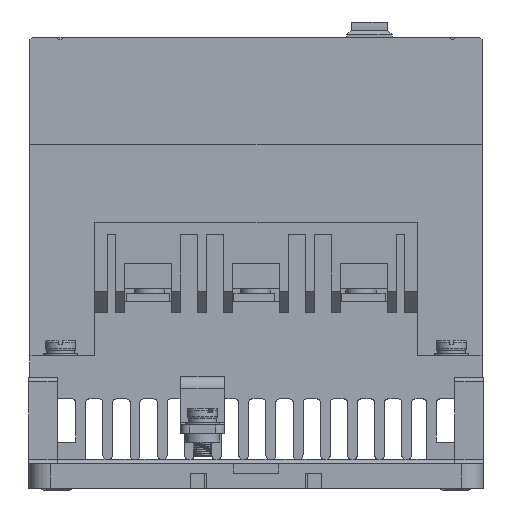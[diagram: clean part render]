
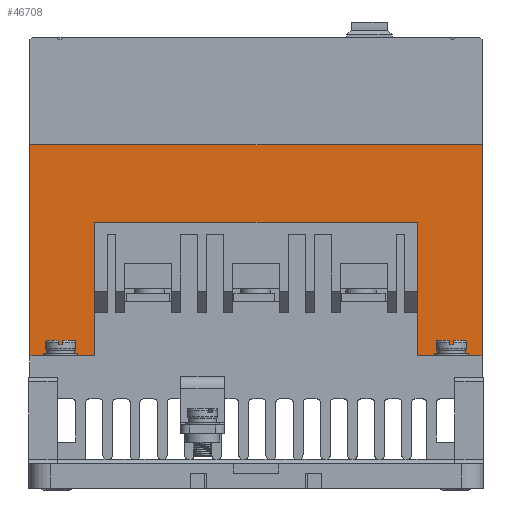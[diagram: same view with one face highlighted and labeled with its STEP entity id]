
A CAD part, front view. The second image highlights one B-rep face of the part: STEP entity #46708.
In plain terms, the highlighted planar face has unit normal (0, -1, 0).
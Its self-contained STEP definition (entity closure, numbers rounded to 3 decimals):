
#980 = LINE ( 'NONE', #13534, #26830 ) ;
#1848 = VECTOR ( 'NONE', #26923, 1000. ) ;
#2404 = CARTESIAN_POINT ( 'NONE',  ( 105.1, 26.75, 61.7 ) ) ;
#2532 = VECTOR ( 'NONE', #24491, 1000. ) ;
#3540 = VERTEX_POINT ( 'NONE', #33289 ) ;
#4934 = CARTESIAN_POINT ( 'NONE',  ( 105.1, 26.75, 104.6 ) ) ;
#5065 = CARTESIAN_POINT ( 'NONE',  ( 0.3, 26.75, 104.6 ) ) ;
#5578 = EDGE_CURVE ( 'NONE', #3540, #14319, #20943, .T. ) ;
#6054 = ORIENTED_EDGE ( 'NONE', *, *, #5578, .F. ) ;
#6137 = DIRECTION ( 'NONE',  ( -1., 0., 0. ) ) ;
#6292 = CARTESIAN_POINT ( 'NONE',  ( 105.1, 26.75, 104.6 ) ) ;
#7151 = CARTESIAN_POINT ( 'NONE',  ( 90.1, 26.75, 30.7 ) ) ;
#7623 = ORIENTED_EDGE ( 'NONE', *, *, #44214, .F. ) ;
#8012 = EDGE_CURVE ( 'NONE', #8033, #3540, #17883, .T. ) ;
#8033 = VERTEX_POINT ( 'NONE', #7151 ) ;
#8620 = DIRECTION ( 'NONE',  ( 0., 0., 1. ) ) ;
#9157 = CARTESIAN_POINT ( 'NONE',  ( 15.3, 26.75, 30.7 ) ) ;
#10388 = ORIENTED_EDGE ( 'NONE', *, *, #37434, .T. ) ;
#10480 = LINE ( 'NONE', #4934, #1848 ) ;
#11734 = LINE ( 'NONE', #25340, #37541 ) ;
#12183 = VECTOR ( 'NONE', #14393, 1000. ) ;
#13534 = CARTESIAN_POINT ( 'NONE',  ( 0., 26.75, 79.6 ) ) ;
#13856 = AXIS2_PLACEMENT_3D ( 'NONE', #6292, #39161, #6137 ) ;
#14319 = VERTEX_POINT ( 'NONE', #27987 ) ;
#14393 = DIRECTION ( 'NONE',  ( 0., 0., 1. ) ) ;
#14747 = ORIENTED_EDGE ( 'NONE', *, *, #24770, .F. ) ;
#15190 = CARTESIAN_POINT ( 'NONE',  ( 105.1, 26.75, 30.7 ) ) ;
#16858 = FACE_OUTER_BOUND ( 'NONE', #30714, .T. ) ;
#17636 = VERTEX_POINT ( 'NONE', #32095 ) ;
#17883 = LINE ( 'NONE', #32680, #12183 ) ;
#18825 = ORIENTED_EDGE ( 'NONE', *, *, #40393, .T. ) ;
#20943 = LINE ( 'NONE', #2404, #2532 ) ;
#23033 = CARTESIAN_POINT ( 'NONE',  ( 0.3, 26.75, 79.6 ) ) ;
#23728 = DIRECTION ( 'NONE',  ( -1., 0., 0. ) ) ;
#24491 = DIRECTION ( 'NONE',  ( -1., 0., 0. ) ) ;
#24770 = EDGE_CURVE ( 'NONE', #35058, #32207, #29491, .T. ) ;
#24966 = VECTOR ( 'NONE', #8620, 1000. ) ;
#25340 = CARTESIAN_POINT ( 'NONE',  ( 105.1, 26.75, 30.7 ) ) ;
#25651 = DIRECTION ( 'NONE',  ( -1., 0., 0. ) ) ;
#26830 = VECTOR ( 'NONE', #33247, 1000. ) ;
#26923 = DIRECTION ( 'NONE',  ( 0., 0., 1. ) ) ;
#27248 = LINE ( 'NONE', #5065, #24966 ) ;
#27987 = CARTESIAN_POINT ( 'NONE',  ( 15.3, 26.75, 61.7 ) ) ;
#28333 = VECTOR ( 'NONE', #23728, 1000. ) ;
#29491 = LINE ( 'NONE', #45484, #28333 ) ;
#30714 = EDGE_LOOP ( 'NONE', ( #7623, #6054, #37726, #47454, #18825, #10388, #34216, #14747 ) ) ;
#32095 = CARTESIAN_POINT ( 'NONE',  ( 105.1, 26.75, 79.6 ) ) ;
#32207 = VERTEX_POINT ( 'NONE', #47554 ) ;
#32622 = VECTOR ( 'NONE', #37463, 1000. ) ;
#32680 = CARTESIAN_POINT ( 'NONE',  ( 90.1, 26.75, 104.6 ) ) ;
#33247 = DIRECTION ( 'NONE',  ( -1., 0., 0. ) ) ;
#33289 = CARTESIAN_POINT ( 'NONE',  ( 90.1, 26.75, 61.7 ) ) ;
#34216 = ORIENTED_EDGE ( 'NONE', *, *, #35596, .F. ) ;
#35058 = VERTEX_POINT ( 'NONE', #9157 ) ;
#35377 = EDGE_CURVE ( 'NONE', #44241, #8033, #11734, .T. ) ;
#35596 = EDGE_CURVE ( 'NONE', #32207, #40914, #27248, .T. ) ;
#36092 = LINE ( 'NONE', #40845, #32622 ) ;
#37434 = EDGE_CURVE ( 'NONE', #17636, #40914, #980, .T. ) ;
#37463 = DIRECTION ( 'NONE',  ( 0., 0., -1. ) ) ;
#37541 = VECTOR ( 'NONE', #25651, 1000. ) ;
#37726 = ORIENTED_EDGE ( 'NONE', *, *, #8012, .F. ) ;
#38856 = PLANE ( 'NONE',  #13856 ) ;
#39161 = DIRECTION ( 'NONE',  ( 0., 1., 0. ) ) ;
#40393 = EDGE_CURVE ( 'NONE', #44241, #17636, #10480, .T. ) ;
#40845 = CARTESIAN_POINT ( 'NONE',  ( 15.3, 26.75, 104.6 ) ) ;
#40914 = VERTEX_POINT ( 'NONE', #23033 ) ;
#44214 = EDGE_CURVE ( 'NONE', #14319, #35058, #36092, .T. ) ;
#44241 = VERTEX_POINT ( 'NONE', #15190 ) ;
#45484 = CARTESIAN_POINT ( 'NONE',  ( 105.1, 26.75, 30.7 ) ) ;
#46708 = ADVANCED_FACE ( 'NONE', ( #16858 ), #38856, .F. ) ;
#47454 = ORIENTED_EDGE ( 'NONE', *, *, #35377, .F. ) ;
#47554 = CARTESIAN_POINT ( 'NONE',  ( 0.3, 26.75, 30.7 ) ) ;
